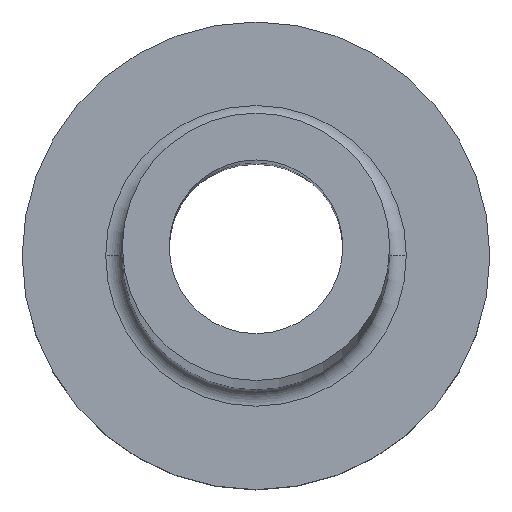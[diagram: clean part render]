
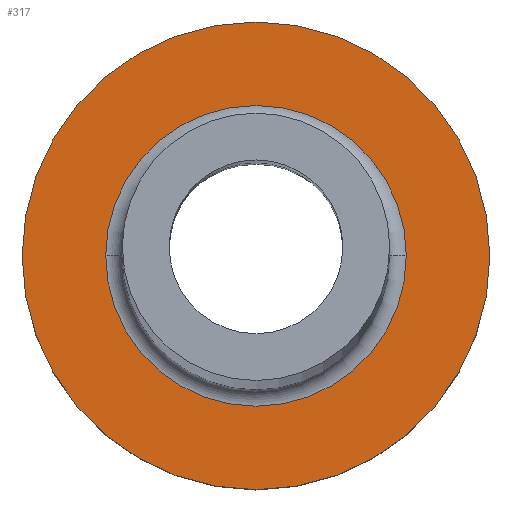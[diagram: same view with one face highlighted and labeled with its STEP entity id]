
A CAD part, top view. The second image highlights one B-rep face of the part: STEP entity #317.
In plain terms, the highlighted planar face has unit normal (0, 0, 1).
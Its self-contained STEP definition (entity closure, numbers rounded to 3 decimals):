
#10 = DIRECTION ( 'NONE',  ( 1., 0., 0. ) ) ;
#15 = ORIENTED_EDGE ( 'NONE', *, *, #186, .T. ) ;
#18 = ORIENTED_EDGE ( 'NONE', *, *, #311, .T. ) ;
#20 = CARTESIAN_POINT ( 'NONE',  ( 0., 0., 5. ) ) ;
#70 = EDGE_LOOP ( 'NONE', ( #15, #328 ) ) ;
#81 = CIRCLE ( 'NONE', #369, 7. ) ;
#89 = FACE_OUTER_BOUND ( 'NONE', #70, .T. ) ;
#91 = DIRECTION ( 'NONE',  ( 1., 0., 0. ) ) ;
#95 = FACE_BOUND ( 'NONE', #278, .T. ) ;
#129 = CARTESIAN_POINT ( 'NONE',  ( -7., 0., 5. ) ) ;
#130 = CARTESIAN_POINT ( 'NONE',  ( 4.5, 0., 5. ) ) ;
#148 = DIRECTION ( 'NONE',  ( 0., 0., 1. ) ) ;
#159 = DIRECTION ( 'NONE',  ( 1., 0., 0. ) ) ;
#164 = DIRECTION ( 'NONE',  ( 1., 0., 0. ) ) ;
#185 = VERTEX_POINT ( 'NONE', #290 ) ;
#186 = EDGE_CURVE ( 'NONE', #343, #185, #81, .T. ) ;
#195 = AXIS2_PLACEMENT_3D ( 'NONE', #363, #148, #223 ) ;
#199 = VERTEX_POINT ( 'NONE', #255 ) ;
#208 = ORIENTED_EDGE ( 'NONE', *, *, #275, .T. ) ;
#210 = AXIS2_PLACEMENT_3D ( 'NONE', #20, #336, #164 ) ;
#211 = CARTESIAN_POINT ( 'NONE',  ( 0., 0., 5. ) ) ;
#223 = DIRECTION ( 'NONE',  ( 1., 0., 0. ) ) ;
#232 = PLANE ( 'NONE',  #210 ) ;
#254 = EDGE_CURVE ( 'NONE', #185, #343, #394, .T. ) ;
#255 = CARTESIAN_POINT ( 'NONE',  ( -4.5, 0., 5. ) ) ;
#275 = EDGE_CURVE ( 'NONE', #338, #199, #404, .T. ) ;
#278 = EDGE_LOOP ( 'NONE', ( #208, #18 ) ) ;
#290 = CARTESIAN_POINT ( 'NONE',  ( 7., 0., 5. ) ) ;
#297 = AXIS2_PLACEMENT_3D ( 'NONE', #211, #318, #10 ) ;
#311 = EDGE_CURVE ( 'NONE', #199, #338, #371, .T. ) ;
#313 = AXIS2_PLACEMENT_3D ( 'NONE', #334, #411, #91 ) ;
#317 = ADVANCED_FACE ( 'NONE', ( #95, #89 ), #232, .T. ) ;
#318 = DIRECTION ( 'NONE',  ( 0., 0., -1. ) ) ;
#328 = ORIENTED_EDGE ( 'NONE', *, *, #254, .T. ) ;
#334 = CARTESIAN_POINT ( 'NONE',  ( 0., 0., 5. ) ) ;
#336 = DIRECTION ( 'NONE',  ( 0., 0., 1. ) ) ;
#338 = VERTEX_POINT ( 'NONE', #130 ) ;
#343 = VERTEX_POINT ( 'NONE', #129 ) ;
#363 = CARTESIAN_POINT ( 'NONE',  ( 0., 0., 5. ) ) ;
#369 = AXIS2_PLACEMENT_3D ( 'NONE', #425, #402, #159 ) ;
#371 = CIRCLE ( 'NONE', #313, 4.5 ) ;
#394 = CIRCLE ( 'NONE', #195, 7. ) ;
#402 = DIRECTION ( 'NONE',  ( 0., 0., 1. ) ) ;
#404 = CIRCLE ( 'NONE', #297, 4.5 ) ;
#411 = DIRECTION ( 'NONE',  ( 0., 0., -1. ) ) ;
#425 = CARTESIAN_POINT ( 'NONE',  ( 0., 0., 5. ) ) ;
